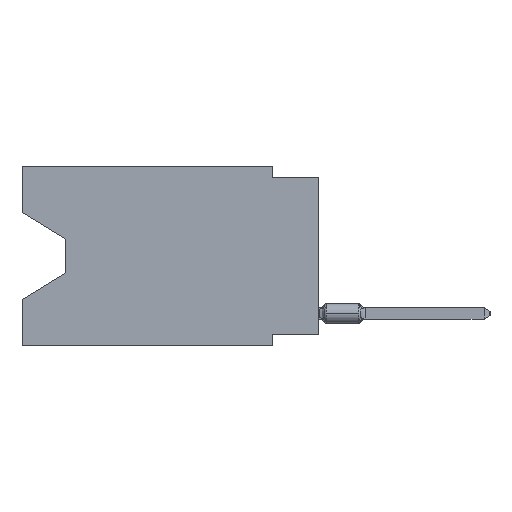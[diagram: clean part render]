
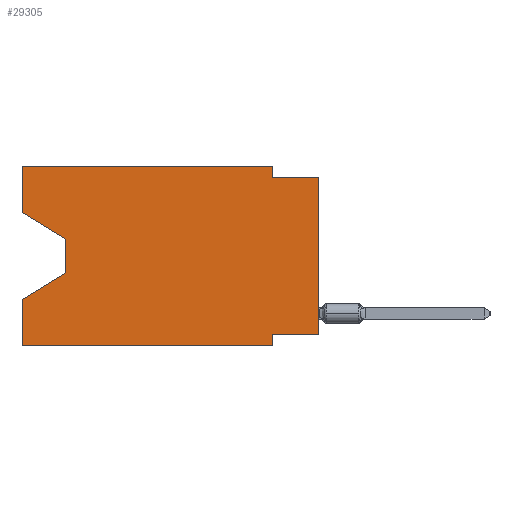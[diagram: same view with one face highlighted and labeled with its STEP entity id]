
A CAD part, left-side view. The second image highlights one B-rep face of the part: STEP entity #29305.
In plain terms, the highlighted planar face has unit normal (-1, 0, 0).
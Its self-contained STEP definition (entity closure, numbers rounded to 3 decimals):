
#564 = ORIENTED_EDGE ( 'NONE', *, *, #24139, .T. ) ;
#803 = ORIENTED_EDGE ( 'NONE', *, *, #26125, .T. ) ;
#1267 = VECTOR ( 'NONE', #76592, 1000. ) ;
#1369 = CARTESIAN_POINT ( 'NONE',  ( 0., 0., -0.635 ) ) ;
#2743 = LINE ( 'NONE', #7417, #44356 ) ;
#2928 = VERTEX_POINT ( 'NONE', #28073 ) ;
#3489 = CARTESIAN_POINT ( 'NONE',  ( 0., 16.383, 0. ) ) ;
#3862 = VERTEX_POINT ( 'NONE', #37491 ) ;
#3899 = CARTESIAN_POINT ( 'NONE',  ( 0., 13.97, -4.013 ) ) ;
#4266 = DIRECTION ( 'NONE',  ( 0., -1., 0. ) ) ;
#4316 = DIRECTION ( 'NONE',  ( 0., 0., -1. ) ) ;
#5021 = LINE ( 'NONE', #64719, #13767 ) ;
#7417 = CARTESIAN_POINT ( 'NONE',  ( 0., 0., 0. ) ) ;
#7896 = LINE ( 'NONE', #30959, #67313 ) ;
#8328 = CARTESIAN_POINT ( 'NONE',  ( 0., 13.97, -5.893 ) ) ;
#8409 = VERTEX_POINT ( 'NONE', #3899 ) ;
#9106 = CARTESIAN_POINT ( 'NONE',  ( 0., 16.383, -9.906 ) ) ;
#9113 = VERTEX_POINT ( 'NONE', #42399 ) ;
#9141 = ORIENTED_EDGE ( 'NONE', *, *, #64532, .T. ) ;
#9490 = LINE ( 'NONE', #9106, #22745 ) ;
#9748 = ORIENTED_EDGE ( 'NONE', *, *, #38609, .F. ) ;
#10294 = VERTEX_POINT ( 'NONE', #17008 ) ;
#10373 = VERTEX_POINT ( 'NONE', #36120 ) ;
#11229 = VERTEX_POINT ( 'NONE', #64839 ) ;
#11263 = CARTESIAN_POINT ( 'NONE',  ( 0., 16.383, 0. ) ) ;
#11772 = CARTESIAN_POINT ( 'NONE',  ( 0., 0., -9.271 ) ) ;
#11795 = DIRECTION ( 'NONE',  ( 0., -0.855, -0.519 ) ) ;
#12586 = CARTESIAN_POINT ( 'NONE',  ( 0., 0., -0.635 ) ) ;
#13767 = VECTOR ( 'NONE', #69422, 1000. ) ;
#14021 = ORIENTED_EDGE ( 'NONE', *, *, #68151, .F. ) ;
#15765 = ORIENTED_EDGE ( 'NONE', *, *, #32621, .F. ) ;
#17008 = CARTESIAN_POINT ( 'NONE',  ( 0., 16.383, 0. ) ) ;
#17766 = VECTOR ( 'NONE', #43238, 1000. ) ;
#18445 = DIRECTION ( 'NONE',  ( 0., -1., 0. ) ) ;
#20560 = EDGE_CURVE ( 'NONE', #44760, #10294, #72891, .T. ) ;
#21425 = PLANE ( 'NONE',  #27785 ) ;
#22745 = VECTOR ( 'NONE', #62603, 1000. ) ;
#24139 = EDGE_CURVE ( 'NONE', #11229, #44439, #2743, .T. ) ;
#24164 = VERTEX_POINT ( 'NONE', #60919 ) ;
#24813 = VERTEX_POINT ( 'NONE', #53636 ) ;
#25895 = ORIENTED_EDGE ( 'NONE', *, *, #61702, .F. ) ;
#26125 = EDGE_CURVE ( 'NONE', #3862, #24164, #55194, .T. ) ;
#27785 = AXIS2_PLACEMENT_3D ( 'NONE', #11263, #45268, #39803 ) ;
#27835 = ORIENTED_EDGE ( 'NONE', *, *, #57579, .T. ) ;
#28073 = CARTESIAN_POINT ( 'NONE',  ( 0., 2.54, 0. ) ) ;
#29305 = ADVANCED_FACE ( 'NONE', ( #58126 ), #21425, .F. ) ;
#30959 = CARTESIAN_POINT ( 'NONE',  ( 0., 16.383, 0. ) ) ;
#32621 = EDGE_CURVE ( 'NONE', #10294, #2928, #56953, .T. ) ;
#36120 = CARTESIAN_POINT ( 'NONE',  ( 0., 16.383, -9.906 ) ) ;
#37491 = CARTESIAN_POINT ( 'NONE',  ( 0., 13.97, -5.893 ) ) ;
#38609 = EDGE_CURVE ( 'NONE', #9113, #44439, #64932, .T. ) ;
#38804 = DIRECTION ( 'NONE',  ( 0., 0.855, -0.519 ) ) ;
#39524 = EDGE_CURVE ( 'NONE', #10373, #24164, #7896, .T. ) ;
#39803 = DIRECTION ( 'NONE',  ( 0., 0., -1. ) ) ;
#40182 = EDGE_CURVE ( 'NONE', #24813, #48781, #51928, .T. ) ;
#41082 = LINE ( 'NONE', #64114, #48092 ) ;
#42399 = CARTESIAN_POINT ( 'NONE',  ( 0., 2.54, -0.635 ) ) ;
#43238 = DIRECTION ( 'NONE',  ( 0., 0., 1. ) ) ;
#44356 = VECTOR ( 'NONE', #66760, 1000. ) ;
#44439 = VERTEX_POINT ( 'NONE', #1369 ) ;
#44760 = VERTEX_POINT ( 'NONE', #70803 ) ;
#45268 = DIRECTION ( 'NONE',  ( 1., 0., 0. ) ) ;
#45311 = CARTESIAN_POINT ( 'NONE',  ( 0., 2.54, -9.906 ) ) ;
#46220 = VECTOR ( 'NONE', #4316, 1000. ) ;
#47209 = VECTOR ( 'NONE', #11795, 1000. ) ;
#47335 = LINE ( 'NONE', #71144, #47209 ) ;
#48092 = VECTOR ( 'NONE', #73971, 1000. ) ;
#48781 = VERTEX_POINT ( 'NONE', #45311 ) ;
#49329 = VECTOR ( 'NONE', #4266, 1000. ) ;
#51928 = LINE ( 'NONE', #69876, #46220 ) ;
#53636 = CARTESIAN_POINT ( 'NONE',  ( 0., 2.54, -9.271 ) ) ;
#53873 = EDGE_CURVE ( 'NONE', #8409, #3862, #5021, .T. ) ;
#54050 = ORIENTED_EDGE ( 'NONE', *, *, #53873, .T. ) ;
#54565 = CARTESIAN_POINT ( 'NONE',  ( 0., 16.383, 0. ) ) ;
#55143 = DIRECTION ( 'NONE',  ( 0., 0., 1. ) ) ;
#55149 = ORIENTED_EDGE ( 'NONE', *, *, #40182, .F. ) ;
#55194 = LINE ( 'NONE', #8328, #58025 ) ;
#56953 = LINE ( 'NONE', #3489, #49329 ) ;
#57579 = EDGE_CURVE ( 'NONE', #10373, #48781, #9490, .T. ) ;
#58025 = VECTOR ( 'NONE', #38804, 1000. ) ;
#58126 = FACE_OUTER_BOUND ( 'NONE', #62823, .T. ) ;
#60919 = CARTESIAN_POINT ( 'NONE',  ( 0., 16.383, -7.36 ) ) ;
#61702 = EDGE_CURVE ( 'NONE', #2928, #9113, #41082, .T. ) ;
#62603 = DIRECTION ( 'NONE',  ( 0., -1., 0. ) ) ;
#62823 = EDGE_LOOP ( 'NONE', ( #9141, #54050, #803, #65901, #27835, #55149, #14021, #564, #9748, #25895, #15765, #75153 ) ) ;
#63502 = VECTOR ( 'NONE', #18445, 1000. ) ;
#64114 = CARTESIAN_POINT ( 'NONE',  ( 0., 2.54, 0. ) ) ;
#64532 = EDGE_CURVE ( 'NONE', #44760, #8409, #47335, .T. ) ;
#64719 = CARTESIAN_POINT ( 'NONE',  ( 0., 13.97, -4.013 ) ) ;
#64839 = CARTESIAN_POINT ( 'NONE',  ( 0., 0., -9.271 ) ) ;
#64932 = LINE ( 'NONE', #12586, #63502 ) ;
#65901 = ORIENTED_EDGE ( 'NONE', *, *, #39524, .F. ) ;
#66760 = DIRECTION ( 'NONE',  ( 0., 0., 1. ) ) ;
#67313 = VECTOR ( 'NONE', #55143, 1000. ) ;
#68151 = EDGE_CURVE ( 'NONE', #11229, #24813, #71498, .T. ) ;
#69422 = DIRECTION ( 'NONE',  ( 0., 0., -1. ) ) ;
#69876 = CARTESIAN_POINT ( 'NONE',  ( 0., 2.54, -9.906 ) ) ;
#70803 = CARTESIAN_POINT ( 'NONE',  ( 0., 16.383, -2.546 ) ) ;
#71144 = CARTESIAN_POINT ( 'NONE',  ( 0., 16.383, -2.546 ) ) ;
#71498 = LINE ( 'NONE', #11772, #1267 ) ;
#72891 = LINE ( 'NONE', #54565, #17766 ) ;
#73971 = DIRECTION ( 'NONE',  ( 0., 0., -1. ) ) ;
#75153 = ORIENTED_EDGE ( 'NONE', *, *, #20560, .F. ) ;
#76592 = DIRECTION ( 'NONE',  ( 0., 1., 0. ) ) ;
